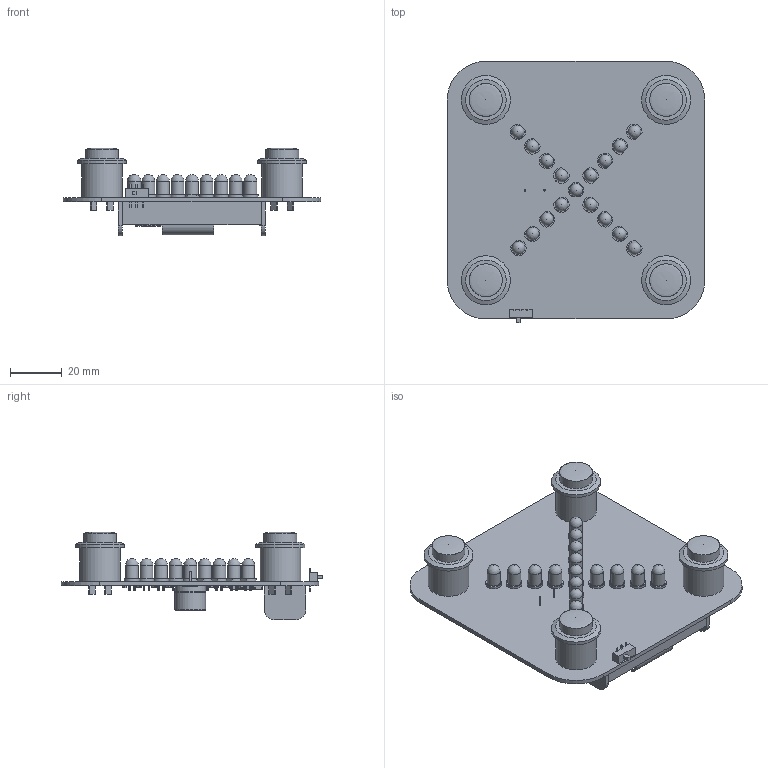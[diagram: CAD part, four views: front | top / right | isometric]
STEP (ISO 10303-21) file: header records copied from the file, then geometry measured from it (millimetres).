
FILE_DESCRIPTION(('Open CASCADE Model'),'2;1');
FILE_NAME('Open CASCADE Shape Model','2021-03-01T23:19:18',('Author'),( 'Open CASCADE'),'Open CASCADE STEP processor 6.8','Open CASCADE 6.8' ,'Unknown');
FILE_SCHEMA(('AUTOMOTIVE_DESIGN { 1 0 10303 214 1 1 1 1 }'));
Length unit declared in the file: millimetre
Products named in the file (149): PCB; Board; Open CASCADE STEP translator 6.8 2.1.1; BATTERY_HOLDER; KEYSTONE_2460; R21; 6075986976; Mid_Body; Terminal; Open_CASCADE_STEP_translator_6.8_5.2.1; Mark; R20; 4362781856; C5; 4362783296; Open_CASCADE_STEP_translator_6.8_2.1.1; Open_CASCADE_STEP_translator_6.8_2.1.2; Open_CASCADE_STEP_translator_6.8_2.2.1; R2; R1; C3; 7712473792; POWERSWITCH; msk12d19; Q4; 6075985936; Body; Open_CASCADE_STEP_translator_6.8_6.1.1; Leader; Q3; Q2; Q1; R3; 8010700480; R19; 6075974576; R18; R17; R16; R15 ...
Assembly tree (217 placements, depth 5):
  PCB
    Board
      Open CASCADE STEP translator 6.8 2.1.1
    BATTERY_HOLDER
      KEYSTONE_2460
    R21
      6075986976
        Mid_Body
        Terminal  x2
          Open_CASCADE_STEP_translator_6.8_5.2.1
        Mark
    R20
      4362781856
        Mid_Body
        Terminal  x2
          Open_CASCADE_STEP_translator_6.8_5.2.1
        Mark
    C5
      4362783296
        Terminal
          Open_CASCADE_STEP_translator_6.8_2.1.1
          Open_CASCADE_STEP_translator_6.8_2.1.2
        Mid_Body
          Open_CASCADE_STEP_translator_6.8_2.2.1
    R2
      4362781856
        Mid_Body
        Terminal  x2
          Open_CASCADE_STEP_translator_6.8_5.2.1
        Mark
    R1
      4362781856
        Mid_Body
        Terminal  x2
          Open_CASCADE_STEP_translator_6.8_5.2.1
        Mark
    C3
      7712473792
        Terminal
          Open_CASCADE_STEP_translator_6.8_2.1.1
          Open_CASCADE_STEP_translator_6.8_2.1.2
        Mid_Body
          Open_CASCADE_STEP_translator_6.8_2.2.1
    POWERSWITCH
      msk12d19
    Q4
      6075985936
        Body
          Open_CASCADE_STEP_translator_6.8_6.1.1
        Leader  x3
    Q3
      6075985936
        Body
          Open_CASCADE_STEP_translator_6.8_6.1.1
        Leader  x3
    Q2
      6075985936
        Body
          Open_CASCADE_STEP_translator_6.8_6.1.1
        Leader  x3
Bounding box: 100 x 101.43 x 34.02 mm (x, y, z)
Volume: 36020.9 mm3; surface area: 37591.3 mm2
Topology: 214 solids, 219 shells, 3296 faces, 7321 edges, 4398 vertices
Faces by surface type: plane 2477, cylinder 583, sphere 163, bspline 62, torus 6, cone 5
Full cylindrical faces by diameter (mm): 0.4 x17, 0.6 x2, 0.875 x1, 2.2 x1, 3 x1, 4 x1, 5 x17, 11.835 x1, 12 x2, 12.75 x4, 15.75 x4, 19 x4
Entity records: 40445 total; most frequent: CARTESIAN_POINT 8575, DIRECTION 5500, ORIENTED_EDGE 4963, EDGE_CURVE 2484, AXIS2_PLACEMENT_3D 1845, LINE 1810, VECTOR 1810, VERTEX_POINT 1530
